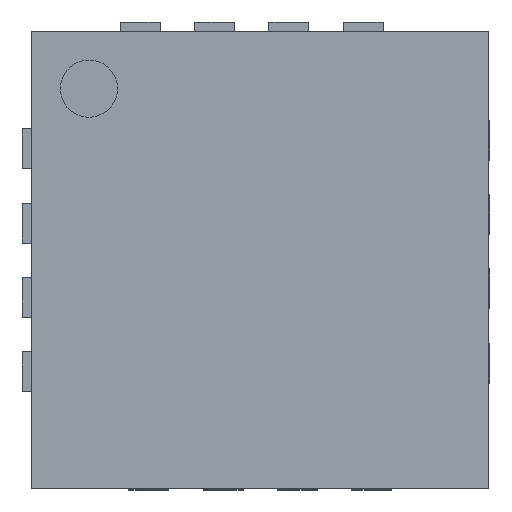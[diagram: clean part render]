
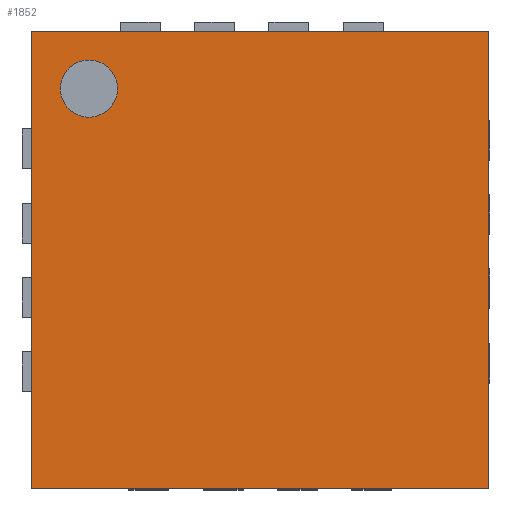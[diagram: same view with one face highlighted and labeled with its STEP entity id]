
A CAD part, top view. The second image highlights one B-rep face of the part: STEP entity #1852.
In plain terms, the highlighted planar face has unit normal (0, 0, 1).
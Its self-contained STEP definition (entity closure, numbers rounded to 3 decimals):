
#89 = ORIENTED_EDGE ( 'NONE', *, *, #2071, .T. ) ;
#157 = CARTESIAN_POINT ( 'NONE',  ( 2., -2., 1.15 ) ) ;
#236 = CARTESIAN_POINT ( 'NONE',  ( -1.75, 1.5, 1.15 ) ) ;
#356 = CIRCLE ( 'NONE', #3801, 0.25 ) ;
#456 = CARTESIAN_POINT ( 'NONE',  ( -1.5, 1.5, 1.15 ) ) ;
#539 = ORIENTED_EDGE ( 'NONE', *, *, #3298, .F. ) ;
#540 = VECTOR ( 'NONE', #4338, 1000. ) ;
#702 = DIRECTION ( 'NONE',  ( 1., 0., 0. ) ) ;
#726 = EDGE_LOOP ( 'NONE', ( #539, #932 ) ) ;
#932 = ORIENTED_EDGE ( 'NONE', *, *, #4587, .F. ) ;
#1046 = VERTEX_POINT ( 'NONE', #1831 ) ;
#1061 = ORIENTED_EDGE ( 'NONE', *, *, #4325, .T. ) ;
#1089 = VERTEX_POINT ( 'NONE', #236 ) ;
#1095 = PLANE ( 'NONE',  #1211 ) ;
#1211 = AXIS2_PLACEMENT_3D ( 'NONE', #3934, #3953, #4699 ) ;
#1218 = DIRECTION ( 'NONE',  ( 0., 0., 1. ) ) ;
#1510 = VECTOR ( 'NONE', #3479, 1000. ) ;
#1610 = CARTESIAN_POINT ( 'NONE',  ( -2., 2., 1.15 ) ) ;
#1631 = FACE_OUTER_BOUND ( 'NONE', #4697, .T. ) ;
#1688 = CARTESIAN_POINT ( 'NONE',  ( 2., 2., 1.15 ) ) ;
#1831 = CARTESIAN_POINT ( 'NONE',  ( -1.25, 1.5, 1.15 ) ) ;
#1843 = DIRECTION ( 'NONE',  ( 0., -1., 0. ) ) ;
#1852 = ADVANCED_FACE ( 'NONE', ( #3124, #1631 ), #1095, .T. ) ;
#2038 = VERTEX_POINT ( 'NONE', #2076 ) ;
#2047 = DIRECTION ( 'NONE',  ( -1., 0., 0. ) ) ;
#2071 = EDGE_CURVE ( 'NONE', #5092, #2232, #3176, .T. ) ;
#2076 = CARTESIAN_POINT ( 'NONE',  ( -2., -2., 1.15 ) ) ;
#2232 = VERTEX_POINT ( 'NONE', #1610 ) ;
#2306 = CIRCLE ( 'NONE', #3902, 0.25 ) ;
#2330 = CARTESIAN_POINT ( 'NONE',  ( -2., -2., 1.15 ) ) ;
#2403 = EDGE_CURVE ( 'NONE', #2232, #2038, #4000, .T. ) ;
#2478 = VERTEX_POINT ( 'NONE', #157 ) ;
#2769 = LINE ( 'NONE', #5004, #1510 ) ;
#3124 = FACE_BOUND ( 'NONE', #726, .T. ) ;
#3172 = ORIENTED_EDGE ( 'NONE', *, *, #3578, .T. ) ;
#3176 = LINE ( 'NONE', #4841, #3438 ) ;
#3298 = EDGE_CURVE ( 'NONE', #1046, #1089, #356, .T. ) ;
#3369 = ORIENTED_EDGE ( 'NONE', *, *, #2403, .T. ) ;
#3438 = VECTOR ( 'NONE', #2047, 1000. ) ;
#3479 = DIRECTION ( 'NONE',  ( 0., 1., 0. ) ) ;
#3530 = CARTESIAN_POINT ( 'NONE',  ( -1.5, 1.5, 1.15 ) ) ;
#3578 = EDGE_CURVE ( 'NONE', #2038, #2478, #3890, .T. ) ;
#3606 = VECTOR ( 'NONE', #1843, 1000. ) ;
#3801 = AXIS2_PLACEMENT_3D ( 'NONE', #3530, #4736, #702 ) ;
#3890 = LINE ( 'NONE', #2330, #540 ) ;
#3902 = AXIS2_PLACEMENT_3D ( 'NONE', #456, #1218, #4109 ) ;
#3934 = CARTESIAN_POINT ( 'NONE',  ( 0., 0., 1.15 ) ) ;
#3953 = DIRECTION ( 'NONE',  ( 0., 0., 1. ) ) ;
#4000 = LINE ( 'NONE', #4266, #3606 ) ;
#4109 = DIRECTION ( 'NONE',  ( 1., 0., 0. ) ) ;
#4266 = CARTESIAN_POINT ( 'NONE',  ( -2., 2., 1.15 ) ) ;
#4325 = EDGE_CURVE ( 'NONE', #2478, #5092, #2769, .T. ) ;
#4338 = DIRECTION ( 'NONE',  ( 1., 0., 0. ) ) ;
#4587 = EDGE_CURVE ( 'NONE', #1089, #1046, #2306, .T. ) ;
#4697 = EDGE_LOOP ( 'NONE', ( #1061, #89, #3369, #3172 ) ) ;
#4699 = DIRECTION ( 'NONE',  ( 1., 0., 0. ) ) ;
#4736 = DIRECTION ( 'NONE',  ( 0., 0., 1. ) ) ;
#4841 = CARTESIAN_POINT ( 'NONE',  ( -2., 2., 1.15 ) ) ;
#5004 = CARTESIAN_POINT ( 'NONE',  ( 2., 2., 1.15 ) ) ;
#5092 = VERTEX_POINT ( 'NONE', #1688 ) ;
